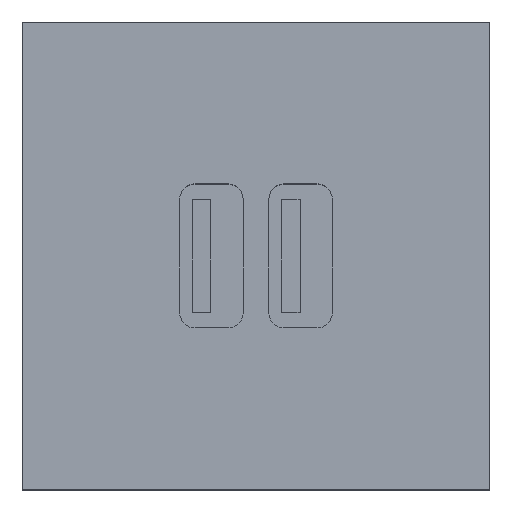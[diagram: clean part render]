
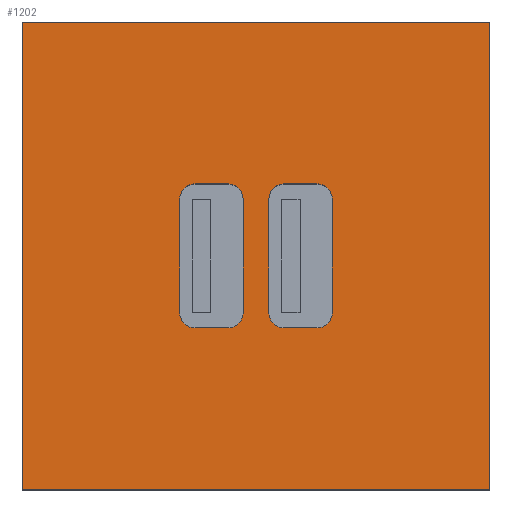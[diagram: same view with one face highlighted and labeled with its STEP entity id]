
A CAD part, top view. The second image highlights one B-rep face of the part: STEP entity #1202.
In plain terms, the highlighted planar face has unit normal (0, 0, 1).
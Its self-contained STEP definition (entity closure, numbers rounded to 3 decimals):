
#391=AXIS2_PLACEMENT_3D('Circle Axis2P3D',#389,#390,$) ;
#431=AXIS2_PLACEMENT_3D('Circle Axis2P3D',#429,#430,$) ;
#471=AXIS2_PLACEMENT_3D('Circle Axis2P3D',#469,#470,$) ;
#511=AXIS2_PLACEMENT_3D('Circle Axis2P3D',#509,#510,$) ;
#551=AXIS2_PLACEMENT_3D('Circle Axis2P3D',#549,#550,$) ;
#591=AXIS2_PLACEMENT_3D('Circle Axis2P3D',#589,#590,$) ;
#631=AXIS2_PLACEMENT_3D('Circle Axis2P3D',#629,#630,$) ;
#671=AXIS2_PLACEMENT_3D('Circle Axis2P3D',#669,#670,$) ;
#1146=AXIS2_PLACEMENT_3D('Plane Axis2P3D',#1143,#1144,#1145) ;
#372=CARTESIAN_POINT('Vertex',(25.125,15.5,41.8)) ;
#386=CARTESIAN_POINT('Vertex',(23.625,17.,41.8)) ;
#389=CARTESIAN_POINT('Axis2P3D Location',(25.125,17.,41.8)) ;
#412=CARTESIAN_POINT('Vertex',(23.625,27.8,41.8)) ;
#426=CARTESIAN_POINT('Vertex',(25.125,29.3,41.8)) ;
#429=CARTESIAN_POINT('Axis2P3D Location',(25.125,27.8,41.8)) ;
#452=CARTESIAN_POINT('Vertex',(28.225,29.3,41.8)) ;
#466=CARTESIAN_POINT('Vertex',(29.725,27.8,41.8)) ;
#469=CARTESIAN_POINT('Axis2P3D Location',(28.225,27.8,41.8)) ;
#492=CARTESIAN_POINT('Vertex',(29.725,17.,41.8)) ;
#506=CARTESIAN_POINT('Vertex',(28.225,15.5,41.8)) ;
#509=CARTESIAN_POINT('Axis2P3D Location',(28.225,17.,41.8)) ;
#532=CARTESIAN_POINT('Vertex',(16.575,15.5,41.8)) ;
#546=CARTESIAN_POINT('Vertex',(15.075,17.,41.8)) ;
#549=CARTESIAN_POINT('Axis2P3D Location',(16.575,17.,41.8)) ;
#572=CARTESIAN_POINT('Vertex',(15.075,27.8,41.8)) ;
#586=CARTESIAN_POINT('Vertex',(16.575,29.3,41.8)) ;
#589=CARTESIAN_POINT('Axis2P3D Location',(16.575,27.8,41.8)) ;
#612=CARTESIAN_POINT('Vertex',(19.675,29.3,41.8)) ;
#626=CARTESIAN_POINT('Vertex',(21.175,27.8,41.8)) ;
#629=CARTESIAN_POINT('Axis2P3D Location',(19.675,27.8,41.8)) ;
#652=CARTESIAN_POINT('Vertex',(21.175,17.,41.8)) ;
#666=CARTESIAN_POINT('Vertex',(19.675,15.5,41.8)) ;
#669=CARTESIAN_POINT('Axis2P3D Location',(19.675,17.,41.8)) ;
#1022=CARTESIAN_POINT('Line Origine',(18.125,15.5,41.8)) ;
#1039=CARTESIAN_POINT('Line Origine',(21.175,22.4,41.8)) ;
#1056=CARTESIAN_POINT('Line Origine',(18.125,29.3,41.8)) ;
#1073=CARTESIAN_POINT('Line Origine',(15.075,22.4,41.8)) ;
#1085=CARTESIAN_POINT('Line Origine',(26.675,15.5,41.8)) ;
#1102=CARTESIAN_POINT('Line Origine',(29.725,22.4,41.8)) ;
#1114=CARTESIAN_POINT('Line Origine',(26.675,29.3,41.8)) ;
#1131=CARTESIAN_POINT('Line Origine',(23.625,22.4,41.8)) ;
#1143=CARTESIAN_POINT('Axis2P3D Location',(22.4,22.4,41.8)) ;
#1148=CARTESIAN_POINT('Line Origine',(0.,22.4,41.8)) ;
#1152=CARTESIAN_POINT('Vertex',(0.,44.8,41.8)) ;
#1154=CARTESIAN_POINT('Vertex',(0.,0.,41.8)) ;
#1157=CARTESIAN_POINT('Line Origine',(22.4,0.,41.8)) ;
#1161=CARTESIAN_POINT('Vertex',(44.8,0.,41.8)) ;
#1164=CARTESIAN_POINT('Line Origine',(44.8,22.4,41.8)) ;
#1168=CARTESIAN_POINT('Vertex',(44.8,44.8,41.8)) ;
#1171=CARTESIAN_POINT('Line Origine',(22.4,44.8,41.8)) ;
#390=DIRECTION('Axis2P3D Direction',(-0.,-0.,-1.)) ;
#430=DIRECTION('Axis2P3D Direction',(0.,0.,-1.)) ;
#470=DIRECTION('Axis2P3D Direction',(0.,0.,-1.)) ;
#510=DIRECTION('Axis2P3D Direction',(0.,0.,-1.)) ;
#550=DIRECTION('Axis2P3D Direction',(-0.,-0.,-1.)) ;
#590=DIRECTION('Axis2P3D Direction',(0.,0.,-1.)) ;
#630=DIRECTION('Axis2P3D Direction',(0.,0.,-1.)) ;
#670=DIRECTION('Axis2P3D Direction',(0.,0.,-1.)) ;
#1023=DIRECTION('Vector Direction',(-1.,0.,0.)) ;
#1040=DIRECTION('Vector Direction',(0.,1.,0.)) ;
#1057=DIRECTION('Vector Direction',(1.,0.,0.)) ;
#1074=DIRECTION('Vector Direction',(0.,-1.,0.)) ;
#1086=DIRECTION('Vector Direction',(1.,0.,0.)) ;
#1103=DIRECTION('Vector Direction',(0.,-1.,0.)) ;
#1115=DIRECTION('Vector Direction',(-1.,0.,0.)) ;
#1132=DIRECTION('Vector Direction',(0.,1.,0.)) ;
#1144=DIRECTION('Axis2P3D Direction',(0.,0.,1.)) ;
#1145=DIRECTION('Axis2P3D XDirection',(1.,0.,0.)) ;
#1149=DIRECTION('Vector Direction',(0.,-1.,0.)) ;
#1158=DIRECTION('Vector Direction',(-1.,0.,0.)) ;
#1165=DIRECTION('Vector Direction',(0.,1.,0.)) ;
#1172=DIRECTION('Vector Direction',(1.,0.,0.)) ;
#1024=VECTOR('Line Direction',#1023,1.) ;
#1041=VECTOR('Line Direction',#1040,1.) ;
#1058=VECTOR('Line Direction',#1057,1.) ;
#1075=VECTOR('Line Direction',#1074,1.) ;
#1087=VECTOR('Line Direction',#1086,1.) ;
#1104=VECTOR('Line Direction',#1103,1.) ;
#1116=VECTOR('Line Direction',#1115,1.) ;
#1133=VECTOR('Line Direction',#1132,1.) ;
#1150=VECTOR('Line Direction',#1149,1.) ;
#1159=VECTOR('Line Direction',#1158,1.) ;
#1166=VECTOR('Line Direction',#1165,1.) ;
#1173=VECTOR('Line Direction',#1172,1.) ;
#1177=ORIENTED_EDGE('',*,*,#1156,.T.) ;
#1178=ORIENTED_EDGE('',*,*,#1163,.T.) ;
#1179=ORIENTED_EDGE('',*,*,#1170,.T.) ;
#1180=ORIENTED_EDGE('',*,*,#1175,.T.) ;
#1183=ORIENTED_EDGE('',*,*,#393,.T.) ;
#1184=ORIENTED_EDGE('',*,*,#1135,.F.) ;
#1185=ORIENTED_EDGE('',*,*,#433,.T.) ;
#1186=ORIENTED_EDGE('',*,*,#1118,.F.) ;
#1187=ORIENTED_EDGE('',*,*,#473,.T.) ;
#1188=ORIENTED_EDGE('',*,*,#1106,.F.) ;
#1189=ORIENTED_EDGE('',*,*,#513,.T.) ;
#1190=ORIENTED_EDGE('',*,*,#1089,.F.) ;
#1193=ORIENTED_EDGE('',*,*,#553,.T.) ;
#1194=ORIENTED_EDGE('',*,*,#1077,.F.) ;
#1195=ORIENTED_EDGE('',*,*,#593,.T.) ;
#1196=ORIENTED_EDGE('',*,*,#1060,.F.) ;
#1197=ORIENTED_EDGE('',*,*,#633,.T.) ;
#1198=ORIENTED_EDGE('',*,*,#1043,.F.) ;
#1199=ORIENTED_EDGE('',*,*,#673,.T.) ;
#1200=ORIENTED_EDGE('',*,*,#1026,.F.) ;
#1191=FACE_BOUND('',#1182,.T.) ;
#1201=FACE_BOUND('',#1192,.T.) ;
#1202=ADVANCED_FACE('Hauptkoerper',(#1181,#1191,#1201),#1147,.T.) ;
#392=CIRCLE('generated circle',#391,1.5) ;
#432=CIRCLE('generated circle',#431,1.5) ;
#472=CIRCLE('generated circle',#471,1.5) ;
#512=CIRCLE('generated circle',#511,1.5) ;
#552=CIRCLE('generated circle',#551,1.5) ;
#592=CIRCLE('generated circle',#591,1.5) ;
#632=CIRCLE('generated circle',#631,1.5) ;
#672=CIRCLE('generated circle',#671,1.5) ;
#393=EDGE_CURVE('',#373,#387,#392,.T.) ;
#433=EDGE_CURVE('',#413,#427,#432,.T.) ;
#473=EDGE_CURVE('',#453,#467,#472,.T.) ;
#513=EDGE_CURVE('',#493,#507,#512,.T.) ;
#553=EDGE_CURVE('',#533,#547,#552,.T.) ;
#593=EDGE_CURVE('',#573,#587,#592,.T.) ;
#633=EDGE_CURVE('',#613,#627,#632,.T.) ;
#673=EDGE_CURVE('',#653,#667,#672,.T.) ;
#1026=EDGE_CURVE('',#533,#667,#1025,.F.) ;
#1043=EDGE_CURVE('',#653,#627,#1042,.T.) ;
#1060=EDGE_CURVE('',#613,#587,#1059,.F.) ;
#1077=EDGE_CURVE('',#573,#547,#1076,.T.) ;
#1089=EDGE_CURVE('',#373,#507,#1088,.T.) ;
#1106=EDGE_CURVE('',#493,#467,#1105,.F.) ;
#1118=EDGE_CURVE('',#453,#427,#1117,.T.) ;
#1135=EDGE_CURVE('',#413,#387,#1134,.F.) ;
#1156=EDGE_CURVE('',#1153,#1155,#1151,.T.) ;
#1163=EDGE_CURVE('',#1155,#1162,#1160,.F.) ;
#1170=EDGE_CURVE('',#1162,#1169,#1167,.T.) ;
#1175=EDGE_CURVE('',#1169,#1153,#1174,.F.) ;
#1176=EDGE_LOOP('',(#1177,#1178,#1179,#1180)) ;
#1182=EDGE_LOOP('',(#1183,#1184,#1185,#1186,#1187,#1188,#1189,#1190)) ;
#1192=EDGE_LOOP('',(#1193,#1194,#1195,#1196,#1197,#1198,#1199,#1200)) ;
#1181=FACE_OUTER_BOUND('',#1176,.T.) ;
#1025=LINE('Line',#1022,#1024) ;
#1042=LINE('Line',#1039,#1041) ;
#1059=LINE('Line',#1056,#1058) ;
#1076=LINE('Line',#1073,#1075) ;
#1088=LINE('Line',#1085,#1087) ;
#1105=LINE('Line',#1102,#1104) ;
#1117=LINE('Line',#1114,#1116) ;
#1134=LINE('Line',#1131,#1133) ;
#1151=LINE('Line',#1148,#1150) ;
#1160=LINE('Line',#1157,#1159) ;
#1167=LINE('Line',#1164,#1166) ;
#1174=LINE('Line',#1171,#1173) ;
#1147=PLANE('',#1146) ;
#373=VERTEX_POINT('',#372) ;
#387=VERTEX_POINT('',#386) ;
#413=VERTEX_POINT('',#412) ;
#427=VERTEX_POINT('',#426) ;
#453=VERTEX_POINT('',#452) ;
#467=VERTEX_POINT('',#466) ;
#493=VERTEX_POINT('',#492) ;
#507=VERTEX_POINT('',#506) ;
#533=VERTEX_POINT('',#532) ;
#547=VERTEX_POINT('',#546) ;
#573=VERTEX_POINT('',#572) ;
#587=VERTEX_POINT('',#586) ;
#613=VERTEX_POINT('',#612) ;
#627=VERTEX_POINT('',#626) ;
#653=VERTEX_POINT('',#652) ;
#667=VERTEX_POINT('',#666) ;
#1153=VERTEX_POINT('',#1152) ;
#1155=VERTEX_POINT('',#1154) ;
#1162=VERTEX_POINT('',#1161) ;
#1169=VERTEX_POINT('',#1168) ;
